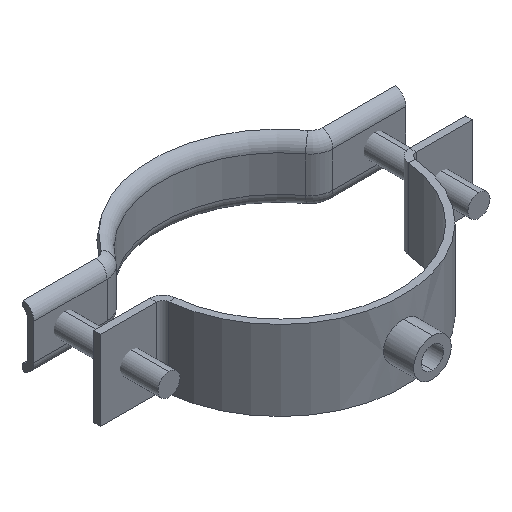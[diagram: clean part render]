
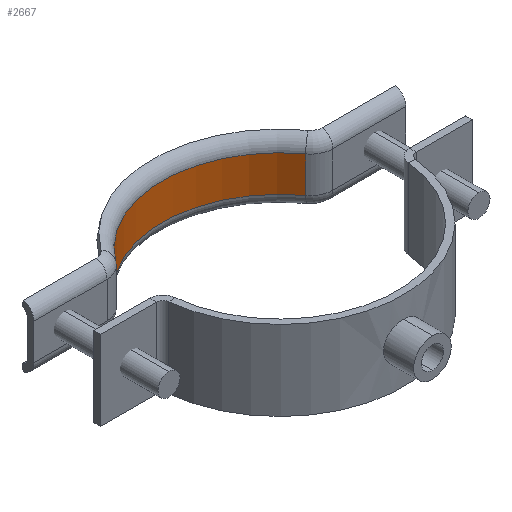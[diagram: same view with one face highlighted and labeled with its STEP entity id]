
A CAD part, isometric view. The second image highlights one B-rep face of the part: STEP entity #2667.
In plain terms, the highlighted cylindrical face has radius 26.5 mm (diameter 53 mm), a partial arc.
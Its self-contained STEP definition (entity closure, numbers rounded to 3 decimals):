
#91 = EDGE_CURVE ( 'NONE', #557, #828, #2634, .T. ) ;
#320 = ORIENTED_EDGE ( 'NONE', *, *, #91, .F. ) ;
#354 = VECTOR ( 'NONE', #2587, 1000. ) ;
#355 = ORIENTED_EDGE ( 'NONE', *, *, #1479, .F. ) ;
#390 = ORIENTED_EDGE ( 'NONE', *, *, #2585, .T. ) ;
#396 = ORIENTED_EDGE ( 'NONE', *, *, #1536, .T. ) ;
#447 = CARTESIAN_POINT ( 'NONE',  ( 21.448, -10.937, -4.061 ) ) ;
#557 = VERTEX_POINT ( 'NONE', #1354 ) ;
#754 = CARTESIAN_POINT ( 'NONE',  ( 21.448, -10.937, 4.061 ) ) ;
#816 = LINE ( 'NONE', #447, #2022 ) ;
#828 = VERTEX_POINT ( 'NONE', #754 ) ;
#899 = CARTESIAN_POINT ( 'NONE',  ( 0., -26.5, 4.061 ) ) ;
#948 = DIRECTION ( 'NONE',  ( -1., 0., 0. ) ) ;
#959 = DIRECTION ( 'NONE',  ( 0., 0., -1. ) ) ;
#1138 = VERTEX_POINT ( 'NONE', #1152 ) ;
#1149 = CARTESIAN_POINT ( 'NONE',  ( -21.448, -10.937, -4.061 ) ) ;
#1152 = CARTESIAN_POINT ( 'NONE',  ( 21.448, -10.937, -4.061 ) ) ;
#1253 = AXIS2_PLACEMENT_3D ( 'NONE', #1824, #2794, #2836 ) ;
#1354 = CARTESIAN_POINT ( 'NONE',  ( -21.448, -10.937, 4.061 ) ) ;
#1479 = EDGE_CURVE ( 'NONE', #828, #1138, #816, .T. ) ;
#1536 = EDGE_CURVE ( 'NONE', #557, #1892, #2135, .T. ) ;
#1750 = CIRCLE ( 'NONE', #2492, 26.5 ) ;
#1824 = CARTESIAN_POINT ( 'NONE',  ( 0., -26.5, 0. ) ) ;
#1892 = VERTEX_POINT ( 'NONE', #1149 ) ;
#1908 = CYLINDRICAL_SURFACE ( 'NONE', #1253, 26.5 ) ;
#1986 = FACE_OUTER_BOUND ( 'NONE', #2513, .T. ) ;
#2022 = VECTOR ( 'NONE', #2504, 1000. ) ;
#2135 = LINE ( 'NONE', #2582, #354 ) ;
#2278 = DIRECTION ( 'NONE',  ( 0., 0., -1. ) ) ;
#2327 = CARTESIAN_POINT ( 'NONE',  ( 0., -26.5, -4.061 ) ) ;
#2492 = AXIS2_PLACEMENT_3D ( 'NONE', #2327, #2278, #2805 ) ;
#2504 = DIRECTION ( 'NONE',  ( 0., 0., -1. ) ) ;
#2513 = EDGE_LOOP ( 'NONE', ( #396, #390, #355, #320 ) ) ;
#2582 = CARTESIAN_POINT ( 'NONE',  ( -21.448, -10.937, -4.061 ) ) ;
#2585 = EDGE_CURVE ( 'NONE', #1892, #1138, #1750, .T. ) ;
#2587 = DIRECTION ( 'NONE',  ( 0., 0., -1. ) ) ;
#2634 = CIRCLE ( 'NONE', #2829, 26.5 ) ;
#2667 = ADVANCED_FACE ( 'NONE', ( #1986 ), #1908, .F. ) ;
#2794 = DIRECTION ( 'NONE',  ( 0., 0., -1. ) ) ;
#2805 = DIRECTION ( 'NONE',  ( -1., 0., 0. ) ) ;
#2829 = AXIS2_PLACEMENT_3D ( 'NONE', #899, #959, #948 ) ;
#2836 = DIRECTION ( 'NONE',  ( -1., 0., 0. ) ) ;
